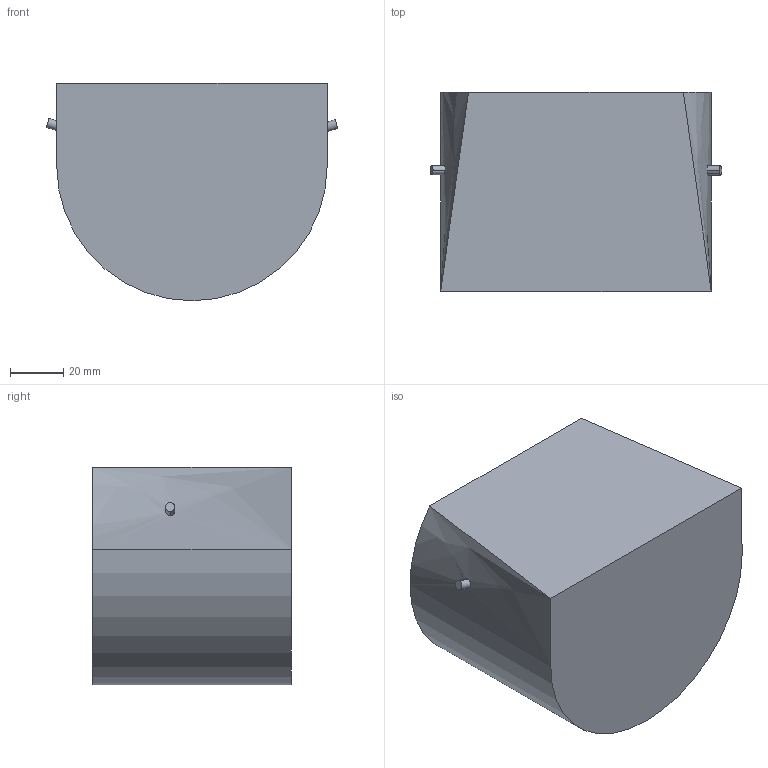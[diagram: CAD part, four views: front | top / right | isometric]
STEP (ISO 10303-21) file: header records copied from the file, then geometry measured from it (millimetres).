
FILE_DESCRIPTION(/* description */ ('VariCAD 2021-1.02 AP-214'),/* implementation_level */ '2;1');
FILE_NAME(/* name */ 'part-54_Shell_Middle-Solid.stp',/* time_stamp */ '2022-06-12T18:28:48+02:00',/* author */ (''),/* organization */ (''),/* preprocessor_version */ 'VariCAD 2021-1.02',/* originating_system */ 'VariCAD 2021-1.02; kernel version (20180118)',/* authorisation */ '');
FILE_SCHEMA(('AUTOMOTIVE_DESIGN'));
Length unit declared in the file: millimetre
Products named in the file (4): part-54_Shell_Middle-Solid
Assembly tree (3 placements, depth 2):
  part-54_Shell_Middle-Solid
    (unnamed)
    (unnamed)
    (unnamed)
Bounding box: 109.93 x 75 x 82 mm (x, y, z)
Volume: 535735.3 mm3; surface area: 38310.6 mm2
Topology: 3 solids, 3 shells, 20 faces, 36 edges, 24 vertices
Faces by surface type: cylinder 9, plane 9, bspline 2
Entity records: 816 total; most frequent: CARTESIAN_POINT 306, DIRECTION 98, ORIENTED_EDGE 72, AXIS2_PLACEMENT_3D 42, EDGE_CURVE 36, VERTEX_POINT 24, EDGE_LOOP 22, ADVANCED_FACE 20
